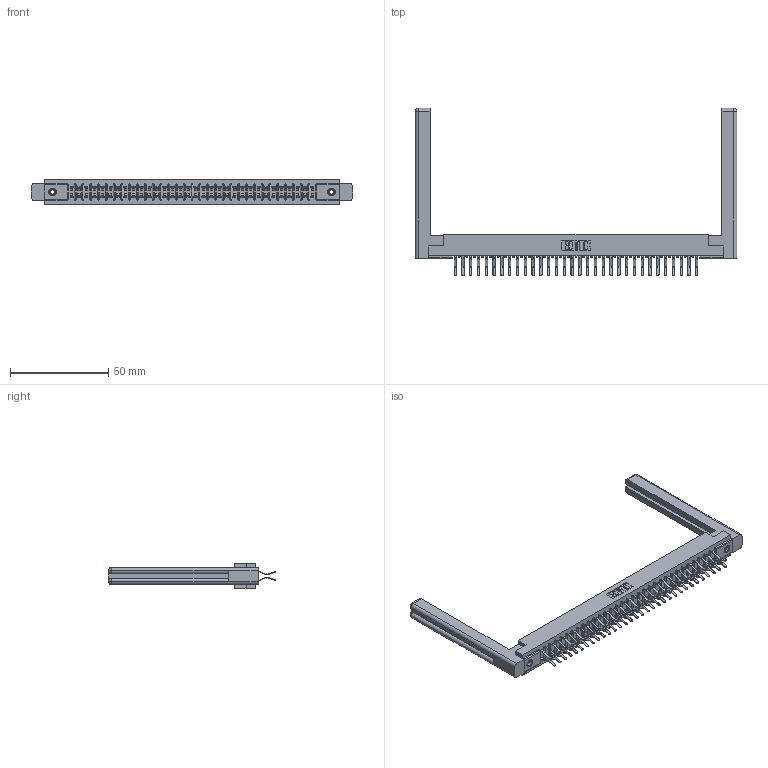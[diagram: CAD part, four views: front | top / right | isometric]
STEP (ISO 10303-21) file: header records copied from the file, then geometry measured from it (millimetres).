
FILE_DESCRIPTION (( 'STEP AP203' ), '1' );
FILE_NAME ('307-064-560-258.STEP', '2019-09-06T17:14:20', ( '' ), ( '' ), 'SwSTEP 2.0', 'SolidWorks 2016', '' );
FILE_SCHEMA (( 'CONFIG_CONTROL_DESIGN' ));
Length unit declared in the file: inch
Products named in the file (5): 307-064-560-258; 307 Part_.156 Dia Mounting Holes; 307-290-001_560; 307-220-058; 345-250-001_345-250-001-102
Assembly tree (69 placements, depth 2):
  307-064-560-258
    307 Part_.156 Dia Mounting Holes
    307-290-001_560  x64
    307-220-058  x2
    345-250-001_345-250-001-102  x2
Bounding box: 163.42 x 85.04 x 12.7 mm (x, y, z)
Volume: 24516.5 mm3; surface area: 26395.2 mm2
Topology: 69 solids, 69 shells, 3493 faces, 9765 edges, 6322 vertices
Faces by surface type: plane 2266, cylinder 1137, sphere 66, torus 12, cone 12
Entity records: 32427 total; most frequent: CARTESIAN_POINT 5327, ORIENTED_EDGE 5220, DIRECTION 5180, EDGE_CURVE 2610, VECTOR 1994, LINE 1994, VERTEX_POINT 1686, AXIS2_PLACEMENT_3D 1593
